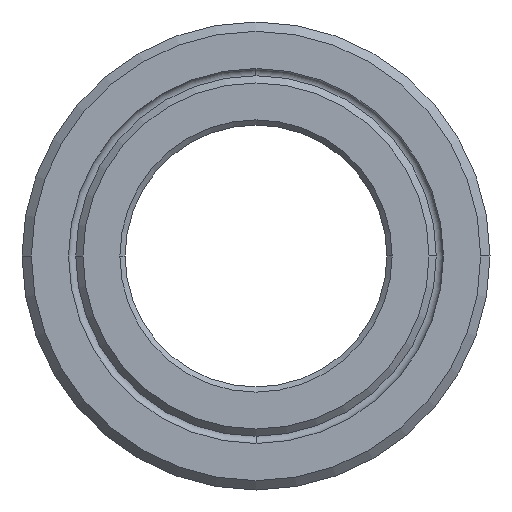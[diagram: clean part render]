
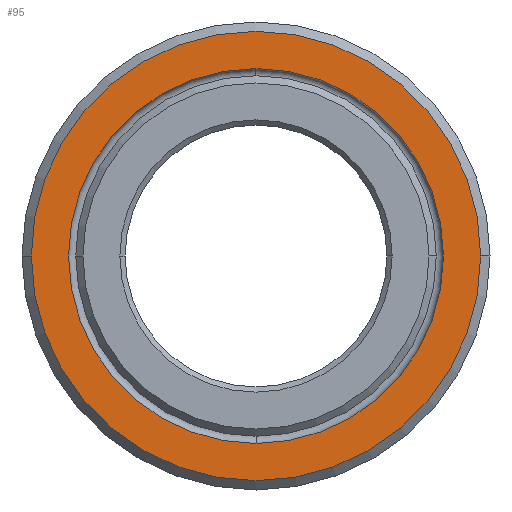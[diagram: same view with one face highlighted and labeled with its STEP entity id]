
A CAD part, left-side view. The second image highlights one B-rep face of the part: STEP entity #95.
In plain terms, the highlighted planar face has unit normal (-1, 0, 0).
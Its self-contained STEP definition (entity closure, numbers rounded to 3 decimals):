
#95=ADVANCED_FACE('',(#188,#189),#190,.T.);
#188=FACE_BOUND('',#279,.T.);
#189=FACE_OUTER_BOUND('',#280,.T.);
#190=PLANE('',#281);
#279=EDGE_LOOP('',(#478,#479));
#280=EDGE_LOOP('',(#480,#481));
#281=AXIS2_PLACEMENT_3D('',#482,#483,#484);
#478=ORIENTED_EDGE('',*,*,#584,.T.);
#479=ORIENTED_EDGE('',*,*,#594,.T.);
#480=ORIENTED_EDGE('',*,*,#569,.F.);
#481=ORIENTED_EDGE('',*,*,#572,.F.);
#482=CARTESIAN_POINT('',(6.9,12.372,0.0));
#483=DIRECTION('',(-1.0,-0.0,0.0));
#484=DIRECTION('',(0.0,-1.0,-0.0));
#569=EDGE_CURVE('',#677,#679,#680,.T.);
#572=EDGE_CURVE('',#679,#677,#683,.T.);
#584=EDGE_CURVE('',#696,#694,#697,.T.);
#594=EDGE_CURVE('',#694,#696,#709,.T.);
#677=VERTEX_POINT('',#806);
#679=VERTEX_POINT('',#809);
#680=CIRCLE('',#810,13.728);
#683=CIRCLE('',#814,13.728);
#694=VERTEX_POINT('',#827);
#696=VERTEX_POINT('',#829);
#697=CIRCLE('',#830,11.456);
#709=CIRCLE('',#844,11.456);
#806=CARTESIAN_POINT('',(6.9,13.728,0.0));
#809=CARTESIAN_POINT('',(6.9,-13.728,0.));
#810=AXIS2_PLACEMENT_3D('',#937,#938,#939);
#814=AXIS2_PLACEMENT_3D('',#941,#942,#943);
#827=CARTESIAN_POINT('',(6.9,0.,11.456));
#829=CARTESIAN_POINT('',(6.9,0.,-11.456));
#830=AXIS2_PLACEMENT_3D('',#958,#959,#960);
#844=AXIS2_PLACEMENT_3D('',#972,#973,#974);
#937=CARTESIAN_POINT('',(6.9,0.0,0.0));
#938=DIRECTION('',(1.0,0.0,0.0));
#939=DIRECTION('',(0.0,1.0,0.0));
#941=CARTESIAN_POINT('',(6.9,0.0,0.0));
#942=DIRECTION('',(1.0,0.0,0.0));
#943=DIRECTION('',(0.0,1.0,0.0));
#958=CARTESIAN_POINT('',(6.9,0.0,0.0));
#959=DIRECTION('',(1.0,0.0,-0.0));
#960=DIRECTION('',(0.0,0.0,1.0));
#972=CARTESIAN_POINT('',(6.9,0.0,0.0));
#973=DIRECTION('',(1.0,0.0,-0.0));
#974=DIRECTION('',(0.0,0.0,1.0));
